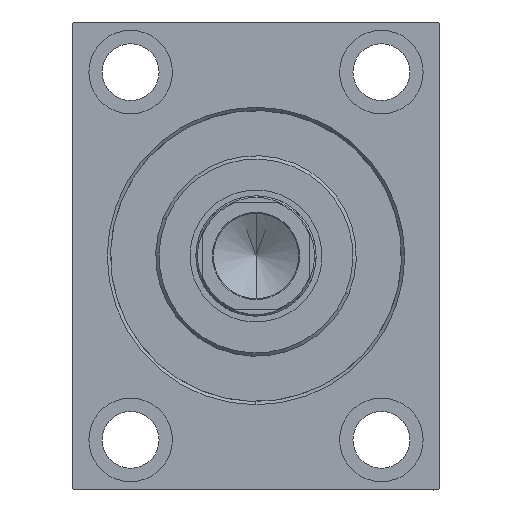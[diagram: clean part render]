
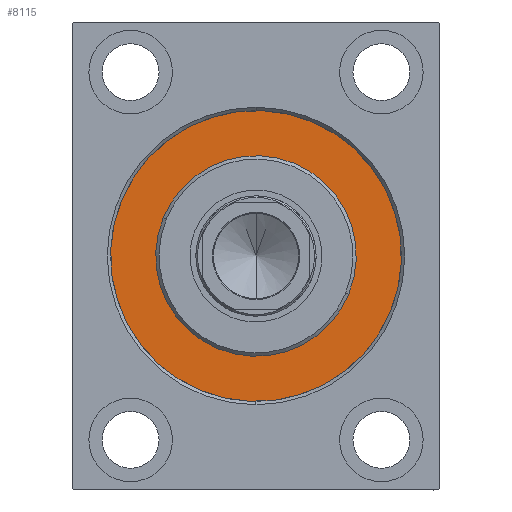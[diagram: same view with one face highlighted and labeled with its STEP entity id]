
A CAD part, left-side view. The second image highlights one B-rep face of the part: STEP entity #8115.
In plain terms, the highlighted face is planar.
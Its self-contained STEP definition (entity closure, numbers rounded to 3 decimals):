
#2915 = EDGE_CURVE ( 'NONE', #3468, #28713, #25635, .T. ) ;
#3468 = VERTEX_POINT ( 'NONE', #6908 ) ;
#5889 = CARTESIAN_POINT ( 'NONE',  ( 0., 0., -43.5 ) ) ;
#6908 = CARTESIAN_POINT ( 'NONE',  ( 0., 0., -30. ) ) ;
#7135 = AXIS2_PLACEMENT_3D ( 'NONE', #17225, #14320, #14759 ) ;
#7348 = CIRCLE ( 'NONE', #32253, 43.5 ) ;
#7658 = CARTESIAN_POINT ( 'NONE',  ( 0., 0., 43.5 ) ) ;
#8115 = ADVANCED_FACE ( 'NONE', ( #27834, #41012 ), #10899, .F. ) ;
#9081 = DIRECTION ( 'NONE',  ( 0., 0., 1. ) ) ;
#9357 = ORIENTED_EDGE ( 'NONE', *, *, #16236, .F. ) ;
#10899 = PLANE ( 'NONE',  #27067 ) ;
#12332 = DIRECTION ( 'NONE',  ( 0., 0., 1. ) ) ;
#14320 = DIRECTION ( 'NONE',  ( 1., 0., 0. ) ) ;
#14759 = DIRECTION ( 'NONE',  ( 0., 0., -1. ) ) ;
#16236 = EDGE_CURVE ( 'NONE', #30914, #31930, #7348, .T. ) ;
#17225 = CARTESIAN_POINT ( 'NONE',  ( 0., 0., 0. ) ) ;
#18029 = CARTESIAN_POINT ( 'NONE',  ( 0., 0., 0. ) ) ;
#19266 = EDGE_LOOP ( 'NONE', ( #9357, #34704 ) ) ;
#19517 = AXIS2_PLACEMENT_3D ( 'NONE', #39837, #39613, #9081 ) ;
#19762 = EDGE_CURVE ( 'NONE', #31930, #30914, #35916, .T. ) ;
#19907 = DIRECTION ( 'NONE',  ( 1., 0., 0. ) ) ;
#20420 = CIRCLE ( 'NONE', #40345, 30. ) ;
#20793 = CARTESIAN_POINT ( 'NONE',  ( 0., 0., 0. ) ) ;
#22706 = ORIENTED_EDGE ( 'NONE', *, *, #2915, .F. ) ;
#23837 = DIRECTION ( 'NONE',  ( -1., 0., 0. ) ) ;
#25635 = CIRCLE ( 'NONE', #7135, 30. ) ;
#27067 = AXIS2_PLACEMENT_3D ( 'NONE', #18029, #23837, #44137 ) ;
#27834 = FACE_BOUND ( 'NONE', #42832, .T. ) ;
#28713 = VERTEX_POINT ( 'NONE', #37533 ) ;
#30914 = VERTEX_POINT ( 'NONE', #5889 ) ;
#31930 = VERTEX_POINT ( 'NONE', #7658 ) ;
#32253 = AXIS2_PLACEMENT_3D ( 'NONE', #39518, #42876, #12332 ) ;
#33519 = DIRECTION ( 'NONE',  ( 0., 0., -1. ) ) ;
#34569 = ORIENTED_EDGE ( 'NONE', *, *, #40854, .F. ) ;
#34704 = ORIENTED_EDGE ( 'NONE', *, *, #19762, .F. ) ;
#35916 = CIRCLE ( 'NONE', #19517, 43.5 ) ;
#37533 = CARTESIAN_POINT ( 'NONE',  ( 0., 0., 30. ) ) ;
#39518 = CARTESIAN_POINT ( 'NONE',  ( 0., 0., 0. ) ) ;
#39613 = DIRECTION ( 'NONE',  ( -1., 0., 0. ) ) ;
#39837 = CARTESIAN_POINT ( 'NONE',  ( 0., 0., 0. ) ) ;
#40345 = AXIS2_PLACEMENT_3D ( 'NONE', #20793, #19907, #33519 ) ;
#40854 = EDGE_CURVE ( 'NONE', #28713, #3468, #20420, .T. ) ;
#41012 = FACE_OUTER_BOUND ( 'NONE', #19266, .T. ) ;
#42832 = EDGE_LOOP ( 'NONE', ( #34569, #22706 ) ) ;
#42876 = DIRECTION ( 'NONE',  ( -1., 0., 0. ) ) ;
#44137 = DIRECTION ( 'NONE',  ( 0., 0., 1. ) ) ;
